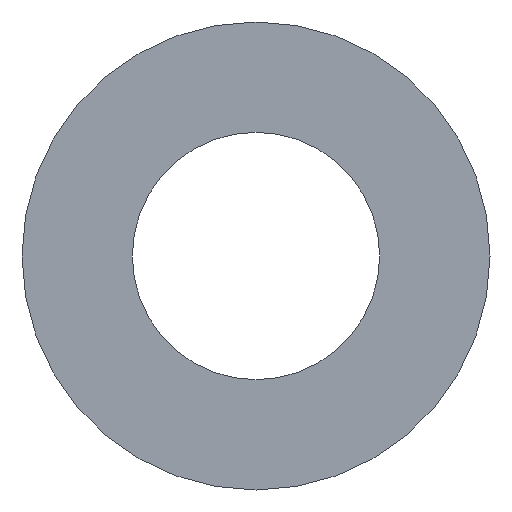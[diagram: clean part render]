
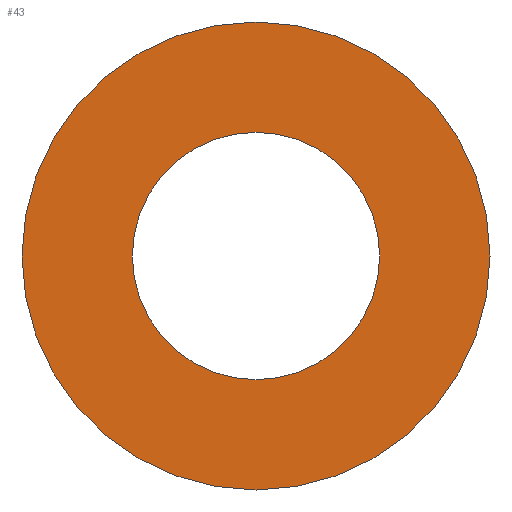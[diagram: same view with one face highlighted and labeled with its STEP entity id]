
A CAD part, front view. The second image highlights one B-rep face of the part: STEP entity #43.
In plain terms, the highlighted planar face has unit normal (0, -1, 0).
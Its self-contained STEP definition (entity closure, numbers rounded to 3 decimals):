
#11 = EDGE_CURVE ( 'NONE', #96, #94, #104, .T. ) ;
#12 = ORIENTED_EDGE ( 'NONE', *, *, #74, .T. ) ;
#17 = VERTEX_POINT ( 'NONE', #163 ) ;
#36 = EDGE_CURVE ( 'NONE', #94, #96, #116, .T. ) ;
#43 = ADVANCED_FACE ( 'NONE', ( #115, #147 ), #127, .T. ) ;
#59 = ORIENTED_EDGE ( 'NONE', *, *, #78, .T. ) ;
#60 = EDGE_LOOP ( 'NONE', ( #108, #109 ) ) ;
#62 = AXIS2_PLACEMENT_3D ( 'NONE', #88, #87, #86 ) ;
#72 = VERTEX_POINT ( 'NONE', #205 ) ;
#74 = EDGE_CURVE ( 'NONE', #72, #17, #206, .T. ) ;
#75 = EDGE_LOOP ( 'NONE', ( #12, #59 ) ) ;
#78 = EDGE_CURVE ( 'NONE', #17, #72, #199, .T. ) ;
#86 = DIRECTION ( 'NONE',  ( 0., 0., -1. ) ) ;
#87 = DIRECTION ( 'NONE',  ( 0., -1., 0. ) ) ;
#88 = CARTESIAN_POINT ( 'NONE',  ( 17.5, 0., 0. ) ) ;
#94 = VERTEX_POINT ( 'NONE', #224 ) ;
#96 = VERTEX_POINT ( 'NONE', #188 ) ;
#99 = DIRECTION ( 'NONE',  ( 0., 0., -1. ) ) ;
#100 = DIRECTION ( 'NONE',  ( 0., -1., 0. ) ) ;
#104 = CIRCLE ( 'NONE', #173, 9.25 ) ;
#105 = CARTESIAN_POINT ( 'NONE',  ( 0., 0., 0. ) ) ;
#108 = ORIENTED_EDGE ( 'NONE', *, *, #36, .F. ) ;
#109 = ORIENTED_EDGE ( 'NONE', *, *, #11, .F. ) ;
#113 = CARTESIAN_POINT ( 'NONE',  ( 0., 0., 0. ) ) ;
#115 = FACE_OUTER_BOUND ( 'NONE', #75, .T. ) ;
#116 = CIRCLE ( 'NONE', #135, 9.25 ) ;
#127 = PLANE ( 'NONE',  #62 ) ;
#128 = DIRECTION ( 'NONE',  ( 0., 0., -1. ) ) ;
#129 = DIRECTION ( 'NONE',  ( 0., -1., 0. ) ) ;
#135 = AXIS2_PLACEMENT_3D ( 'NONE', #113, #129, #128 ) ;
#147 = FACE_BOUND ( 'NONE', #60, .T. ) ;
#163 = CARTESIAN_POINT ( 'NONE',  ( 0., 0., 17.5 ) ) ;
#173 = AXIS2_PLACEMENT_3D ( 'NONE', #105, #100, #99 ) ;
#183 = DIRECTION ( 'NONE',  ( 0., 0., -1. ) ) ;
#184 = DIRECTION ( 'NONE',  ( 0., -1., 0. ) ) ;
#185 = CARTESIAN_POINT ( 'NONE',  ( 0., 0., 0. ) ) ;
#188 = CARTESIAN_POINT ( 'NONE',  ( 0., 0., 9.25 ) ) ;
#194 = AXIS2_PLACEMENT_3D ( 'NONE', #185, #184, #183 ) ;
#195 = DIRECTION ( 'NONE',  ( 0., 0., -1. ) ) ;
#196 = DIRECTION ( 'NONE',  ( 0., -1., 0. ) ) ;
#197 = CARTESIAN_POINT ( 'NONE',  ( 0., 0., 0. ) ) ;
#199 = CIRCLE ( 'NONE', #194, 17.5 ) ;
#200 = AXIS2_PLACEMENT_3D ( 'NONE', #197, #196, #195 ) ;
#205 = CARTESIAN_POINT ( 'NONE',  ( 0., 0., -17.5 ) ) ;
#206 = CIRCLE ( 'NONE', #200, 17.5 ) ;
#224 = CARTESIAN_POINT ( 'NONE',  ( 0., 0., -9.25 ) ) ;
